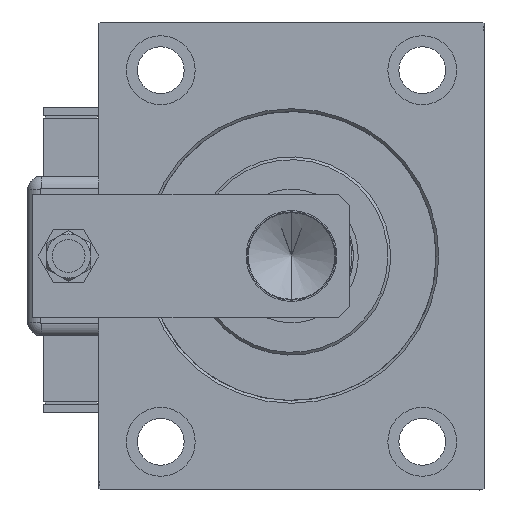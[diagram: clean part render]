
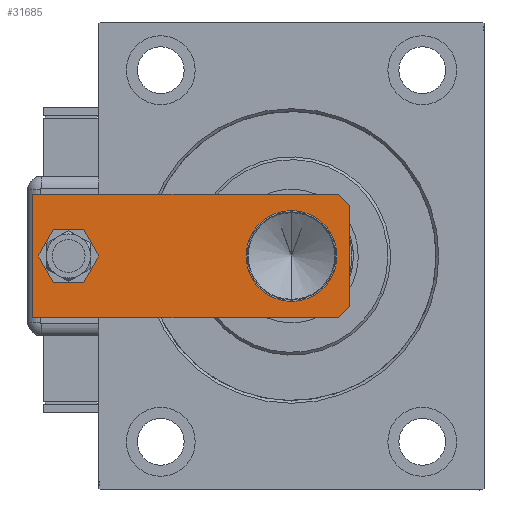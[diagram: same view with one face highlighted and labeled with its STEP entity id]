
A CAD part, left-side view. The second image highlights one B-rep face of the part: STEP entity #31685.
In plain terms, the highlighted face is planar.
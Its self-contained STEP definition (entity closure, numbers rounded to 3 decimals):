
#2281 = CARTESIAN_POINT ( 'NONE',  ( 0., 21., 0. ) ) ;
#2812 = ORIENTED_EDGE ( 'NONE', *, *, #54339, .T. ) ;
#3975 = CARTESIAN_POINT ( 'NONE',  ( 22.5, 115., 0. ) ) ;
#5638 = DIRECTION ( 'NONE',  ( 0., 0., 1. ) ) ;
#5936 = CARTESIAN_POINT ( 'NONE',  ( -22.5, 0., 0. ) ) ;
#5937 = CARTESIAN_POINT ( 'NONE',  ( 0., 102., 0. ) ) ;
#6035 = AXIS2_PLACEMENT_3D ( 'NONE', #5937, #5638, #38114 ) ;
#6134 = ORIENTED_EDGE ( 'NONE', *, *, #31509, .F. ) ;
#6145 = LINE ( 'NONE', #24846, #46253 ) ;
#6149 = CARTESIAN_POINT ( 'NONE',  ( -22.5, 4., 0. ) ) ;
#6859 = DIRECTION ( 'NONE',  ( 0., 0., 1. ) ) ;
#9399 = VERTEX_POINT ( 'NONE', #54678 ) ;
#9804 = DIRECTION ( 'NONE',  ( 1., 0., 0. ) ) ;
#9900 = DIRECTION ( 'NONE',  ( 0., -1., 0. ) ) ;
#10203 = CARTESIAN_POINT ( 'NONE',  ( -22.5, 115., 0. ) ) ;
#11725 = LINE ( 'NONE', #5936, #18975 ) ;
#12059 = EDGE_LOOP ( 'NONE', ( #45588, #26449 ) ) ;
#13336 = EDGE_CURVE ( 'NONE', #51997, #30448, #34952, .T. ) ;
#14147 = DIRECTION ( 'NONE',  ( -0.707, 0.707, 0. ) ) ;
#14202 = LINE ( 'NONE', #10203, #18473 ) ;
#15639 = DIRECTION ( 'NONE',  ( -1., 0., 0. ) ) ;
#16258 = CARTESIAN_POINT ( 'NONE',  ( -7., 102., 0. ) ) ;
#16982 = VECTOR ( 'NONE', #14147, 1000. ) ;
#17140 = DIRECTION ( 'NONE',  ( 0., 0., 1. ) ) ;
#18473 = VECTOR ( 'NONE', #9900, 1000. ) ;
#18975 = VECTOR ( 'NONE', #38712, 1000. ) ;
#19357 = AXIS2_PLACEMENT_3D ( 'NONE', #26397, #21502, #22113 ) ;
#20016 = CARTESIAN_POINT ( 'NONE',  ( 22.5, 0., 0. ) ) ;
#21502 = DIRECTION ( 'NONE',  ( 0., 0., 1. ) ) ;
#21821 = ORIENTED_EDGE ( 'NONE', *, *, #27851, .T. ) ;
#22048 = DIRECTION ( 'NONE',  ( 1., 0., 0. ) ) ;
#22113 = DIRECTION ( 'NONE',  ( 1., 0., 0. ) ) ;
#24846 = CARTESIAN_POINT ( 'NONE',  ( 22.5, 115., 0. ) ) ;
#25144 = AXIS2_PLACEMENT_3D ( 'NONE', #2281, #6859, #39644 ) ;
#26034 = FACE_BOUND ( 'NONE', #58881, .T. ) ;
#26218 = CIRCLE ( 'NONE', #19357, 7. ) ;
#26397 = CARTESIAN_POINT ( 'NONE',  ( 0., 102., 0. ) ) ;
#26449 = ORIENTED_EDGE ( 'NONE', *, *, #40145, .T. ) ;
#27242 = VERTEX_POINT ( 'NONE', #48478 ) ;
#27851 = EDGE_CURVE ( 'NONE', #36094, #29129, #57851, .T. ) ;
#29129 = VERTEX_POINT ( 'NONE', #16258 ) ;
#29191 = ORIENTED_EDGE ( 'NONE', *, *, #57373, .F. ) ;
#29819 = AXIS2_PLACEMENT_3D ( 'NONE', #56338, #41974, #9804 ) ;
#30205 = VECTOR ( 'NONE', #39293, 1000. ) ;
#30448 = VERTEX_POINT ( 'NONE', #52690 ) ;
#31509 = EDGE_CURVE ( 'NONE', #33725, #50967, #6145, .T. ) ;
#31685 = ADVANCED_FACE ( 'NONE', ( #34936, #26034, #40424 ), #53890, .F. ) ;
#33441 = EDGE_CURVE ( 'NONE', #42319, #9399, #37129, .T. ) ;
#33725 = VERTEX_POINT ( 'NONE', #3975 ) ;
#34631 = ORIENTED_EDGE ( 'NONE', *, *, #37764, .F. ) ;
#34936 = FACE_OUTER_BOUND ( 'NONE', #58814, .T. ) ;
#34952 = CIRCLE ( 'NONE', #25144, 16.5 ) ;
#36094 = VERTEX_POINT ( 'NONE', #58455 ) ;
#37128 = LINE ( 'NONE', #55785, #16982 ) ;
#37129 = LINE ( 'NONE', #37433, #53058 ) ;
#37227 = EDGE_CURVE ( 'NONE', #27242, #40469, #37128, .T. ) ;
#37433 = CARTESIAN_POINT ( 'NONE',  ( 22.5, 4., 0. ) ) ;
#37764 = EDGE_CURVE ( 'NONE', #27242, #9399, #11725, .T. ) ;
#38114 = DIRECTION ( 'NONE',  ( 1., 0., 0. ) ) ;
#38712 = DIRECTION ( 'NONE',  ( 1., 0., 0. ) ) ;
#39293 = DIRECTION ( 'NONE',  ( 0., 1., 0. ) ) ;
#39644 = DIRECTION ( 'NONE',  ( 1., 0., 0. ) ) ;
#40145 = EDGE_CURVE ( 'NONE', #30448, #51997, #56193, .T. ) ;
#40424 = FACE_BOUND ( 'NONE', #12059, .T. ) ;
#40469 = VERTEX_POINT ( 'NONE', #6149 ) ;
#41974 = DIRECTION ( 'NONE',  ( 0., 0., 1. ) ) ;
#42078 = ORIENTED_EDGE ( 'NONE', *, *, #37227, .T. ) ;
#42319 = VERTEX_POINT ( 'NONE', #57311 ) ;
#45588 = ORIENTED_EDGE ( 'NONE', *, *, #13336, .T. ) ;
#46012 = DIRECTION ( 'NONE',  ( -0.707, -0.707, 0. ) ) ;
#46253 = VECTOR ( 'NONE', #15639, 1000. ) ;
#46488 = ORIENTED_EDGE ( 'NONE', *, *, #60267, .F. ) ;
#48025 = CARTESIAN_POINT ( 'NONE',  ( -22.5, 115., 0. ) ) ;
#48364 = CARTESIAN_POINT ( 'NONE',  ( -16.5, 21., 0. ) ) ;
#48478 = CARTESIAN_POINT ( 'NONE',  ( -18.5, 0., 0. ) ) ;
#50967 = VERTEX_POINT ( 'NONE', #48025 ) ;
#51997 = VERTEX_POINT ( 'NONE', #48364 ) ;
#52690 = CARTESIAN_POINT ( 'NONE',  ( 16.5, 21., 0. ) ) ;
#53058 = VECTOR ( 'NONE', #46012, 1000. ) ;
#53358 = LINE ( 'NONE', #20016, #30205 ) ;
#53724 = ORIENTED_EDGE ( 'NONE', *, *, #33441, .T. ) ;
#53890 = PLANE ( 'NONE',  #54059 ) ;
#54059 = AXIS2_PLACEMENT_3D ( 'NONE', #59071, #17140, #22048 ) ;
#54339 = EDGE_CURVE ( 'NONE', #29129, #36094, #26218, .T. ) ;
#54678 = CARTESIAN_POINT ( 'NONE',  ( 18.5, 0., 0. ) ) ;
#55785 = CARTESIAN_POINT ( 'NONE',  ( -18.5, 0., 0. ) ) ;
#56193 = CIRCLE ( 'NONE', #29819, 16.5 ) ;
#56338 = CARTESIAN_POINT ( 'NONE',  ( 0., 21., 0. ) ) ;
#57311 = CARTESIAN_POINT ( 'NONE',  ( 22.5, 4., 0. ) ) ;
#57373 = EDGE_CURVE ( 'NONE', #42319, #33725, #53358, .T. ) ;
#57851 = CIRCLE ( 'NONE', #6035, 7. ) ;
#58455 = CARTESIAN_POINT ( 'NONE',  ( 7., 102., 0. ) ) ;
#58814 = EDGE_LOOP ( 'NONE', ( #34631, #42078, #46488, #6134, #29191, #53724 ) ) ;
#58881 = EDGE_LOOP ( 'NONE', ( #2812, #21821 ) ) ;
#59071 = CARTESIAN_POINT ( 'NONE',  ( 0., 0., 0. ) ) ;
#60267 = EDGE_CURVE ( 'NONE', #50967, #40469, #14202, .T. ) ;
